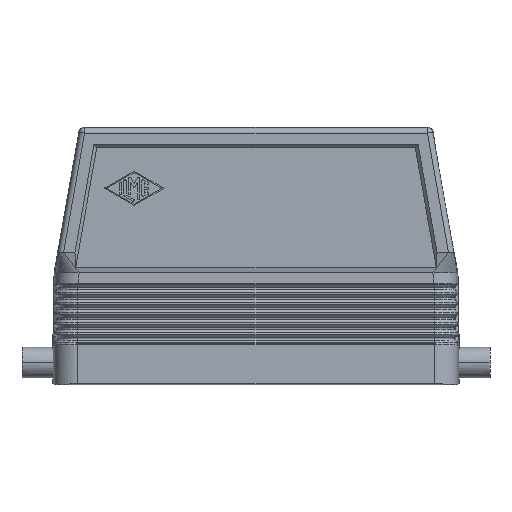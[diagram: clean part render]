
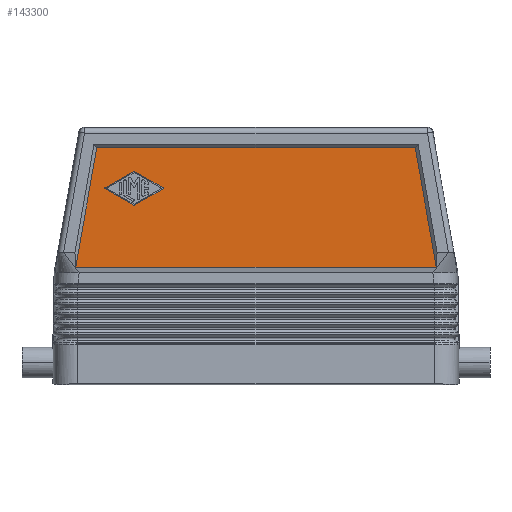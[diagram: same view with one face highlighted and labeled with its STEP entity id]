
A CAD part, left-side view. The second image highlights one B-rep face of the part: STEP entity #143300.
In plain terms, the highlighted planar face has unit normal (-1, 0, 0).
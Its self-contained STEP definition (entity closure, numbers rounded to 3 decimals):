
#141940=CARTESIAN_POINT('',(374.083,-22.843,
34.87));
#141950=VERTEX_POINT('',#141940);
#141980=CARTESIAN_POINT('',(374.083,-26.831,
12.233));
#141990=DIRECTION('',(0.,0.174,0.985));
#142000=VECTOR('',#141990,1.);
#142010=LINE('',#141980,#142000);
#142020=CARTESIAN_POINT('',(374.083,-16.613,
70.233));
#142030=VERTEX_POINT('',#142020);
#142040=EDGE_CURVE('',#141950,#142030,#142010,.T.);
#142300=CARTESIAN_POINT('',(374.083,-12.317,
48.893));
#142310=DIRECTION('',(1.,0.,0.));
#142320=DIRECTION('',(0.,1.,0.));
#142330=AXIS2_PLACEMENT_3D('',#142300,#142310,#142320);
#142340=PLANE('',#142330);
#142350=CARTESIAN_POINT('',(374.083,57.907,
58.233));
#142360=DIRECTION('',(-1.,0.,0.));
#142370=DIRECTION('',(0.,-1.,0.));
#142380=AXIS2_PLACEMENT_3D('',#142350,#142360,#142370);
#142390=CIRCLE('',#142380,0.167);
#142400=CARTESIAN_POINT('',(374.083,57.824,
58.088));
#142410=VERTEX_POINT('',#142400);
#142420=CARTESIAN_POINT('',(374.083,57.824,
58.377));
#142430=VERTEX_POINT('',#142420);
#142440=EDGE_CURVE('',#142410,#142430,#142390,.T.);
#142450=ORIENTED_EDGE('',*,*,#142440,.F.);
#142460=CARTESIAN_POINT('',(374.083,70.873,
65.836));
#142470=DIRECTION('',(0.,-0.868,-0.496));
#142480=VECTOR('',#142470,1.);
#142490=LINE('',#142460,#142480);
#142500=CARTESIAN_POINT('',(374.083,66.241,
63.188));
#142510=VERTEX_POINT('',#142500);
#142520=EDGE_CURVE('',#142510,#142430,#142490,.T.);
#142530=ORIENTED_EDGE('',*,*,#142520,.T.);
#142540=CARTESIAN_POINT('',(374.083,66.406,
62.899));
#142550=DIRECTION('',(-1.,0.,0.));
#142560=DIRECTION('',(0.,-1.,0.));
#142570=AXIS2_PLACEMENT_3D('',#142540,#142550,#142560);
#142580=CIRCLE('',#142570,0.333);
#142590=CARTESIAN_POINT('',(374.083,66.572,
63.188));
#142600=VERTEX_POINT('',#142590);
#142610=EDGE_CURVE('',#142510,#142600,#142580,.T.);
#142620=ORIENTED_EDGE('',*,*,#142610,.F.);
#142630=CARTESIAN_POINT('',(374.083,70.873,
60.73));
#142640=DIRECTION('',(0.,-0.868,0.496));
#142650=VECTOR('',#142640,1.);
#142660=LINE('',#142630,#142650);
#142670=CARTESIAN_POINT('',(374.083,74.988,
58.377));
#142680=VERTEX_POINT('',#142670);
#142690=EDGE_CURVE('',#142680,#142600,#142660,.T.);
#142700=ORIENTED_EDGE('',*,*,#142690,.T.);
#142710=CARTESIAN_POINT('',(374.083,74.905,
58.233));
#142720=DIRECTION('',(-1.,0.,0.));
#142730=DIRECTION('',(0.,-1.,0.));
#142740=AXIS2_PLACEMENT_3D('',#142710,#142720,#142730);
#142750=CIRCLE('',#142740,0.167);
#142760=CARTESIAN_POINT('',(374.083,74.988,
58.088));
#142770=VERTEX_POINT('',#142760);
#142780=EDGE_CURVE('',#142680,#142770,#142750,.T.);
#142790=ORIENTED_EDGE('',*,*,#142780,.F.);
#142800=CARTESIAN_POINT('',(374.083,70.873,
55.735));
#142810=DIRECTION('',(0.,0.868,0.496));
#142820=VECTOR('',#142810,1.);
#142830=LINE('',#142800,#142820);
#142840=CARTESIAN_POINT('',(374.083,66.572,
53.277));
#142850=VERTEX_POINT('',#142840);
#142860=EDGE_CURVE('',#142850,#142770,#142830,.T.);
#142870=ORIENTED_EDGE('',*,*,#142860,.T.);
#142880=CARTESIAN_POINT('',(374.083,66.406,
53.566));
#142890=DIRECTION('',(-1.,0.,0.));
#142900=DIRECTION('',(0.,-1.,0.));
#142910=AXIS2_PLACEMENT_3D('',#142880,#142890,#142900);
#142920=CIRCLE('',#142910,0.333);
#142930=CARTESIAN_POINT('',(374.083,66.241,
53.277));
#142940=VERTEX_POINT('',#142930);
#142950=EDGE_CURVE('',#142850,#142940,#142920,.T.);
#142960=ORIENTED_EDGE('',*,*,#142950,.F.);
#142970=CARTESIAN_POINT('',(374.083,70.873,
50.63));
#142980=DIRECTION('',(0.,0.868,-0.496));
#142990=VECTOR('',#142980,1.);
#143000=LINE('',#142970,#142990);
#143010=EDGE_CURVE('',#142410,#142940,#143000,.T.);
#143020=ORIENTED_EDGE('',*,*,#143010,.T.);
#143030=EDGE_LOOP('',(#143020,#142960,#142870,#142790,#142700,#142620,
#142530,#142450));
#143040=FACE_BOUND('',#143030,.T.);
#143050=CARTESIAN_POINT('',(374.083,44.373,
34.87));
#143060=DIRECTION('',(0.,1.,0.));
#143070=VECTOR('',#143060,1.);
#143080=LINE('',#143050,#143070);
#143090=CARTESIAN_POINT('',(374.083,83.656,
34.87));
#143100=VERTEX_POINT('',#143090);
#143110=EDGE_CURVE('',#141950,#143100,#143080,.T.);
#143120=ORIENTED_EDGE('',*,*,#143110,.F.);
#143130=CARTESIAN_POINT('',(374.083,87.644,
12.233));
#143140=DIRECTION('',(0.,-0.174,0.985));
#143150=VECTOR('',#143140,1.);
#143160=LINE('',#143130,#143150);
#143170=CARTESIAN_POINT('',(374.083,77.426,
70.233));
#143180=VERTEX_POINT('',#143170);
#143190=EDGE_CURVE('',#143100,#143180,#143160,.T.);
#143200=ORIENTED_EDGE('',*,*,#143190,.F.);
#143210=CARTESIAN_POINT('',(374.083,44.373,
70.233));
#143220=DIRECTION('',(0.,1.,0.));
#143230=VECTOR('',#143220,1.);
#143240=LINE('',#143210,#143230);
#143250=EDGE_CURVE('',#142030,#143180,#143240,.T.);
#143260=ORIENTED_EDGE('',*,*,#143250,.T.);
#143270=ORIENTED_EDGE('',*,*,#142040,.T.);
#143280=EDGE_LOOP('',(#143270,#143260,#143200,#143120));
#143290=FACE_OUTER_BOUND('',#143280,.T.);
#143300=ADVANCED_FACE('',(#143040,#143290),#142340,.F.);
